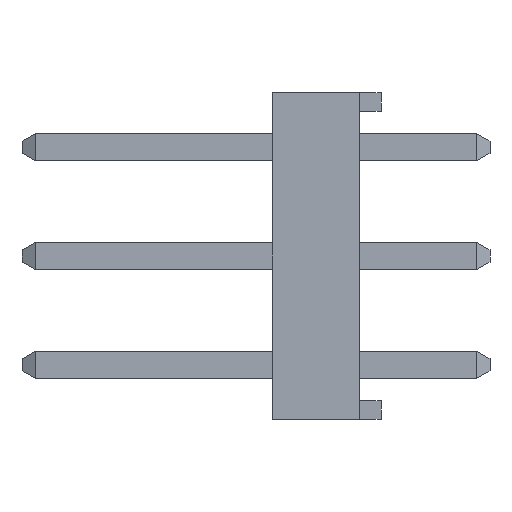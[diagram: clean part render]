
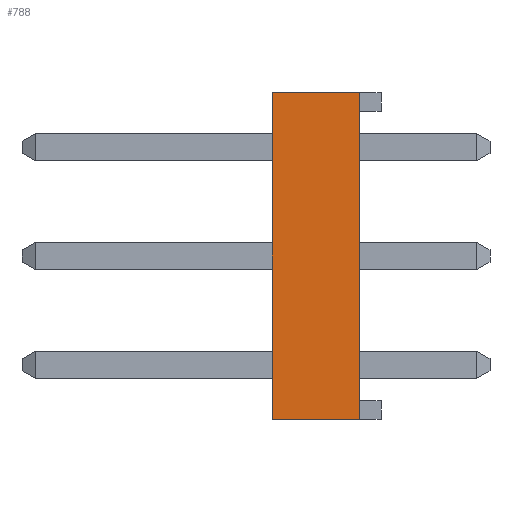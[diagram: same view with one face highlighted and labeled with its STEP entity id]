
A CAD part, left-side view. The second image highlights one B-rep face of the part: STEP entity #788.
In plain terms, the highlighted planar face has unit normal (-1, 0, 0).
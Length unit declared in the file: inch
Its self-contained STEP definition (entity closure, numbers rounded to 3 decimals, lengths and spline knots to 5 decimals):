
#788 = ADVANCED_FACE( '', ( #1689 ), #1690, .F. );
#1689 = FACE_OUTER_BOUND( '', #2717, .T. );
#1690 = PLANE( '', #2718 );
#2717 = EDGE_LOOP( '', ( #4870, #4871, #4872, #4873 ) );
#2718 = AXIS2_PLACEMENT_3D( '', #4874, #4875, #4876 );
#4870 = ORIENTED_EDGE( '', *, *, #6921, .F. );
#4871 = ORIENTED_EDGE( '', *, *, #6141, .F. );
#4872 = ORIENTED_EDGE( '', *, *, #6922, .F. );
#4873 = ORIENTED_EDGE( '', *, *, #6584, .T. );
#4874 = CARTESIAN_POINT( '', ( -0.15, 0.1, -0.15 ) );
#4875 = DIRECTION( '', ( 1., 0., 0. ) );
#4876 = DIRECTION( '', ( 0., 0., -1. ) );
#6141 = EDGE_CURVE( '', #7352, #7354, #7355, .T. );
#6584 = EDGE_CURVE( '', #8064, #8062, #8065, .T. );
#6921 = EDGE_CURVE( '', #7354, #8062, #8527, .T. );
#6922 = EDGE_CURVE( '', #8064, #7352, #8528, .T. );
#7352 = VERTEX_POINT( '', #9060 );
#7354 = VERTEX_POINT( '', #9063 );
#7355 = LINE( '', #9064, #9065 );
#8062 = VERTEX_POINT( '', #10120 );
#8064 = VERTEX_POINT( '', #10123 );
#8065 = LINE( '', #10124, #10125 );
#8527 = LINE( '', #10835, #10836 );
#8528 = LINE( '', #10837, #10838 );
#9060 = CARTESIAN_POINT( '', ( -0.15, 0.1, 0.15 ) );
#9063 = CARTESIAN_POINT( '', ( -0.15, 0.02, 0.15 ) );
#9064 = CARTESIAN_POINT( '', ( -0.15, 0.1, 0.15 ) );
#9065 = VECTOR( '', #11325, 39.37008 );
#10120 = CARTESIAN_POINT( '', ( -0.15, 0.02, -0.15 ) );
#10123 = CARTESIAN_POINT( '', ( -0.15, 0.1, -0.15 ) );
#10124 = CARTESIAN_POINT( '', ( -0.15, 0.1, -0.15 ) );
#10125 = VECTOR( '', #11675, 39.37008 );
#10835 = CARTESIAN_POINT( '', ( -0.15, 0.02, -0.15 ) );
#10836 = VECTOR( '', #11924, 39.37008 );
#10837 = CARTESIAN_POINT( '', ( -0.15, 0.1, -0.15 ) );
#10838 = VECTOR( '', #11925, 39.37008 );
#11325 = DIRECTION( '', ( 0., -1., 0. ) );
#11675 = DIRECTION( '', ( 0., -1., 0. ) );
#11924 = DIRECTION( '', ( 0., 0., -1. ) );
#11925 = DIRECTION( '', ( 0., 0., 1. ) );
